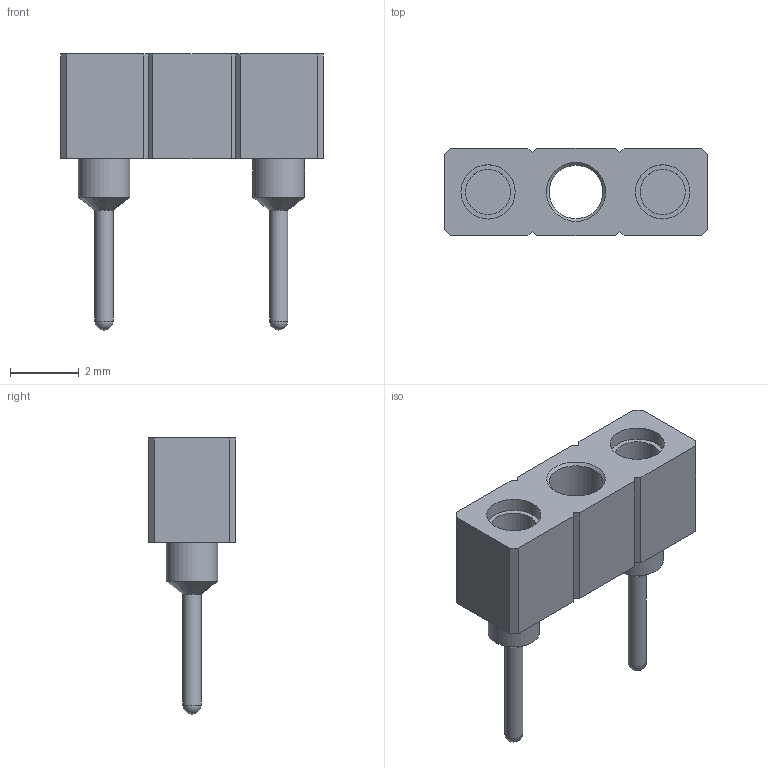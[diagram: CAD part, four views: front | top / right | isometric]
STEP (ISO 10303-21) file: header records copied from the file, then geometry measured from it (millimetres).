
FILE_DESCRIPTION(/* description */ ('Unknown'),/* implementation_level */ '2;1');
FILE_NAME(/* name */ '56200001009',/* time_stamp */ '2023-01-18T16:57:19+02:00',/* author */ ('Unknown'),/* organization */ ('Unknown'),/* preprocessor_version */ 'ST-DEVELOPER v18.1',/* originating_system */ 'Solid Edge',/* authorisation */ 'Unknown');
FILE_SCHEMA (('AUTOMOTIVE_DESIGN {1 0 10303 214 3 1 1}'));
Length unit declared in the file: millimetre
Products named in the file (1): 56200001009
Bounding box: 7.65 x 2.55 x 8.03 mm (x, y, z)
Volume: 51 mm3; surface area: 159.4 mm2
Topology: 1 solids, 1 shells, 42 faces, 97 edges, 63 vertices
Faces by surface type: plane 28, cylinder 9, cone 3, torus 2
Full cylindrical faces by diameter (mm): 0.53 x2, 1.313 x2, 1.503 x2, 1.554 x1, 1.578 x2
Entity records: 1416 total; most frequent: DIRECTION 188, CARTESIAN_POINT 185, ORIENTED_EDGE 162, EDGE_CURVE 81, EDGE_LOOP 64, FACE_BOUND 64, AXIS2_PLACEMENT_3D 64, VERTEX_POINT 61
